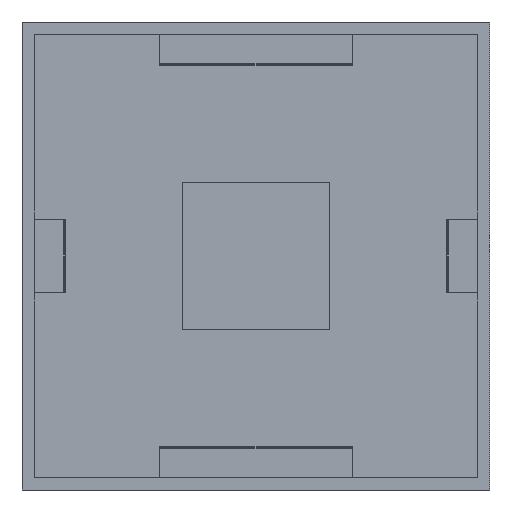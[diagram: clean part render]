
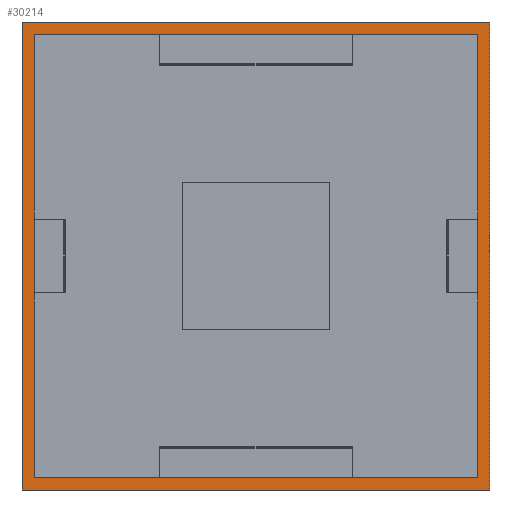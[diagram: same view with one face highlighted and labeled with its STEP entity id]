
A CAD part, front view. The second image highlights one B-rep face of the part: STEP entity #30214.
In plain terms, the highlighted planar face has unit normal (0, -1, 0).
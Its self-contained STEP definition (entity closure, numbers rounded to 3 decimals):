
#375 = LINE ( 'NONE', #24726, #25734 ) ;
#472 = VECTOR ( 'NONE', #28251, 1000. ) ;
#778 = FACE_BOUND ( 'NONE', #29349, .T. ) ;
#2051 = LINE ( 'NONE', #22136, #15144 ) ;
#2107 = CARTESIAN_POINT ( 'NONE',  ( 316.5, 863., 316.5 ) ) ;
#3671 = VERTEX_POINT ( 'NONE', #14464 ) ;
#4031 = EDGE_LOOP ( 'NONE', ( #12388, #25434, #13357, #24437 ) ) ;
#5121 = ORIENTED_EDGE ( 'NONE', *, *, #12148, .F. ) ;
#5239 = CARTESIAN_POINT ( 'NONE',  ( 269.834, 863., -267.834 ) ) ;
#5272 = LINE ( 'NONE', #28422, #24696 ) ;
#5915 = CARTESIAN_POINT ( 'NONE',  ( 316.5, 863., 316.5 ) ) ;
#8152 = DIRECTION ( 'NONE',  ( 0., 0., -1. ) ) ;
#8715 = VERTEX_POINT ( 'NONE', #30953 ) ;
#8745 = CARTESIAN_POINT ( 'NONE',  ( -316.5, 863., 267.834 ) ) ;
#9039 = CARTESIAN_POINT ( 'NONE',  ( -316.5, 863., 316.5 ) ) ;
#9137 = DIRECTION ( 'NONE',  ( -1., 0., 0. ) ) ;
#10139 = EDGE_CURVE ( 'NONE', #8715, #29824, #12135, .T. ) ;
#10572 = VERTEX_POINT ( 'NONE', #26954 ) ;
#12027 = EDGE_CURVE ( 'NONE', #10572, #25951, #2051, .T. ) ;
#12060 = AXIS2_PLACEMENT_3D ( 'NONE', #9039, #26741, #9137 ) ;
#12135 = LINE ( 'NONE', #18550, #19664 ) ;
#12148 = EDGE_CURVE ( 'NONE', #29824, #12650, #12774, .T. ) ;
#12289 = DIRECTION ( 'NONE',  ( -1., 0., 0. ) ) ;
#12388 = ORIENTED_EDGE ( 'NONE', *, *, #28115, .F. ) ;
#12650 = VERTEX_POINT ( 'NONE', #17124 ) ;
#12774 = LINE ( 'NONE', #30701, #472 ) ;
#13357 = ORIENTED_EDGE ( 'NONE', *, *, #12027, .F. ) ;
#13808 = DIRECTION ( 'NONE',  ( -1., 0., 0. ) ) ;
#13952 = CARTESIAN_POINT ( 'NONE',  ( -316.5, 863., -316.5 ) ) ;
#14279 = VECTOR ( 'NONE', #32517, 1000. ) ;
#14464 = CARTESIAN_POINT ( 'NONE',  ( -316.5, 863., 316.5 ) ) ;
#14632 = FACE_OUTER_BOUND ( 'NONE', #4031, .T. ) ;
#15144 = VECTOR ( 'NONE', #12289, 1000. ) ;
#15303 = CARTESIAN_POINT ( 'NONE',  ( -269.834, 863., 267.834 ) ) ;
#16426 = LINE ( 'NONE', #8745, #21539 ) ;
#16897 = CARTESIAN_POINT ( 'NONE',  ( 316.5, 863., 316.5 ) ) ;
#17124 = CARTESIAN_POINT ( 'NONE',  ( 269.834, 863., 267.834 ) ) ;
#17574 = ORIENTED_EDGE ( 'NONE', *, *, #10139, .F. ) ;
#18550 = CARTESIAN_POINT ( 'NONE',  ( -316.5, 863., -267.834 ) ) ;
#19664 = VECTOR ( 'NONE', #28202, 1000. ) ;
#20037 = DIRECTION ( 'NONE',  ( 1., 0., 0. ) ) ;
#20450 = ORIENTED_EDGE ( 'NONE', *, *, #20569, .F. ) ;
#20569 = EDGE_CURVE ( 'NONE', #12650, #23422, #16426, .T. ) ;
#21539 = VECTOR ( 'NONE', #13808, 1000. ) ;
#22136 = CARTESIAN_POINT ( 'NONE',  ( 316.5, 863., -316.5 ) ) ;
#23124 = EDGE_CURVE ( 'NONE', #25951, #3671, #375, .T. ) ;
#23181 = LINE ( 'NONE', #2107, #28351 ) ;
#23422 = VERTEX_POINT ( 'NONE', #15303 ) ;
#24437 = ORIENTED_EDGE ( 'NONE', *, *, #32275, .F. ) ;
#24696 = VECTOR ( 'NONE', #8152, 1000. ) ;
#24726 = CARTESIAN_POINT ( 'NONE',  ( -316.5, 863., 316.5 ) ) ;
#25434 = ORIENTED_EDGE ( 'NONE', *, *, #23124, .F. ) ;
#25734 = VECTOR ( 'NONE', #29864, 1000. ) ;
#25951 = VERTEX_POINT ( 'NONE', #13952 ) ;
#26741 = DIRECTION ( 'NONE',  ( 0., -1., 0. ) ) ;
#26954 = CARTESIAN_POINT ( 'NONE',  ( 316.5, 863., -316.5 ) ) ;
#28115 = EDGE_CURVE ( 'NONE', #3671, #31334, #23181, .T. ) ;
#28202 = DIRECTION ( 'NONE',  ( 1., 0., 0. ) ) ;
#28251 = DIRECTION ( 'NONE',  ( 0., 0., 1. ) ) ;
#28351 = VECTOR ( 'NONE', #20037, 1000. ) ;
#28422 = CARTESIAN_POINT ( 'NONE',  ( -269.834, 863., 316.5 ) ) ;
#28677 = EDGE_CURVE ( 'NONE', #23422, #8715, #5272, .T. ) ;
#29349 = EDGE_LOOP ( 'NONE', ( #30256, #20450, #5121, #17574 ) ) ;
#29735 = PLANE ( 'NONE',  #12060 ) ;
#29824 = VERTEX_POINT ( 'NONE', #5239 ) ;
#29864 = DIRECTION ( 'NONE',  ( 0., 0., 1. ) ) ;
#30214 = ADVANCED_FACE ( 'NONE', ( #778, #14632 ), #29735, .T. ) ;
#30256 = ORIENTED_EDGE ( 'NONE', *, *, #28677, .F. ) ;
#30502 = LINE ( 'NONE', #16897, #14279 ) ;
#30701 = CARTESIAN_POINT ( 'NONE',  ( 269.834, 863., 316.5 ) ) ;
#30953 = CARTESIAN_POINT ( 'NONE',  ( -269.834, 863., -267.834 ) ) ;
#31334 = VERTEX_POINT ( 'NONE', #5915 ) ;
#32275 = EDGE_CURVE ( 'NONE', #31334, #10572, #30502, .T. ) ;
#32517 = DIRECTION ( 'NONE',  ( 0., 0., -1. ) ) ;
